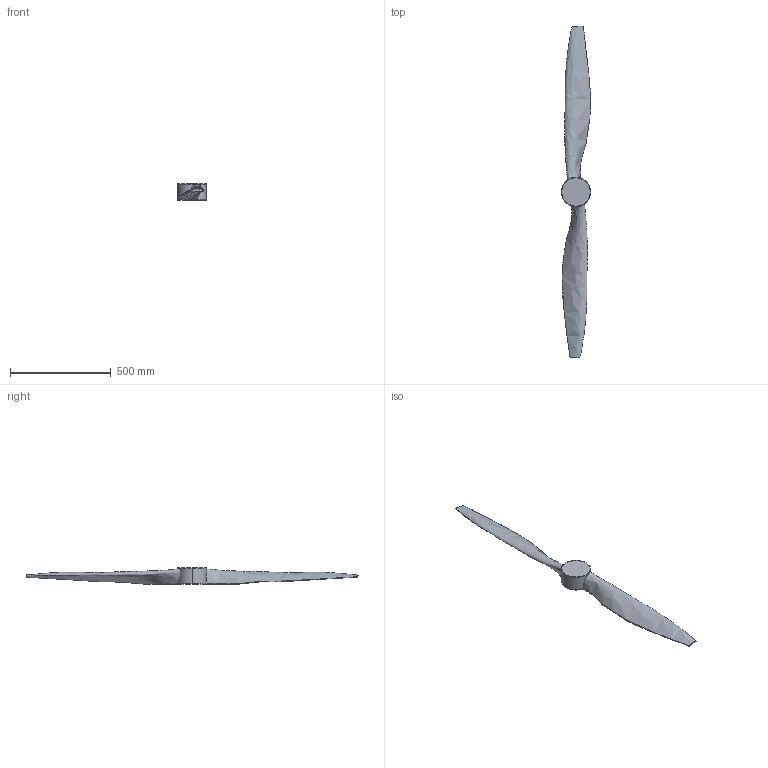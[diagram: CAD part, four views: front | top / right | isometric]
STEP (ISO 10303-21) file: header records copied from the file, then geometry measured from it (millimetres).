
FILE_DESCRIPTION(('CATIA V5 STEP Exchange'),'2;1');
FILE_NAME('elica_catia2.stp','2022-01-03T08:58:52+00:00',('none'),('none'),'CATIA Version 5 Release 20 GA (IN-10)','CATIA V5 STEP AP203','none');
FILE_SCHEMA(('CONFIG_CONTROL_DESIGN'));
Length unit declared in the file: millimetre
Products named in the file (1): Document
Bounding box: 145 x 1650.09 x 80 mm (x, y, z)
Volume: 4183769.8 mm3; surface area: 414569.4 mm2
Topology: 1 solids, 1 shells, 19 faces, 77 edges, 60 vertices
Faces by surface type: bspline 9, plane 4, torus 4, cylinder 2
Entity records: 6753 total; most frequent: CARTESIAN_POINT 6195, ORIENTED_EDGE 154, EDGE_CURVE 77, B_SPLINE_CURVE_WITH_KNOTS 61, VERTEX_POINT 60, DIRECTION 38, AXIS2_PLACEMENT_3D 26, ADVANCED_FACE 19
